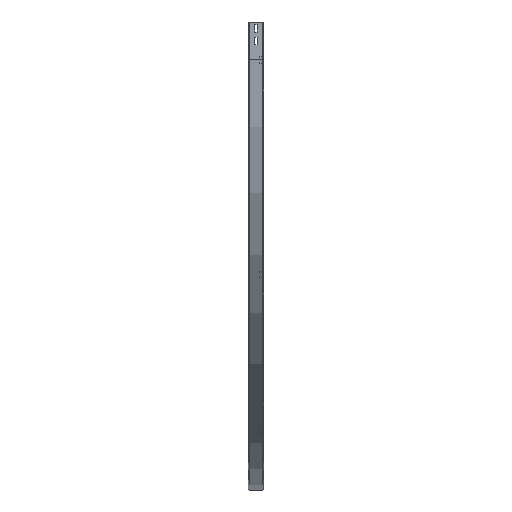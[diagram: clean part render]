
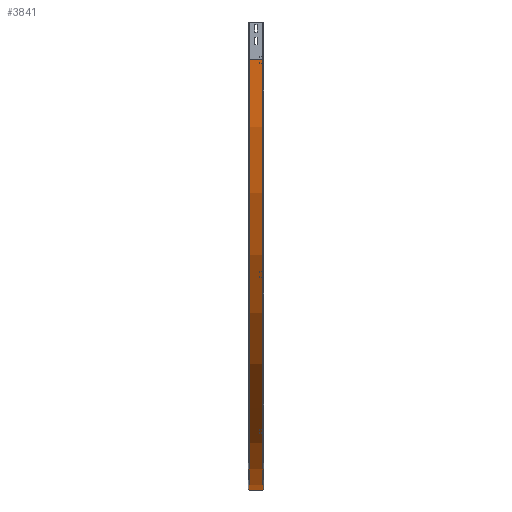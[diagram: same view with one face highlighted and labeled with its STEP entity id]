
A CAD part, left-side view. The second image highlights one B-rep face of the part: STEP entity #3841.
In plain terms, the highlighted cylindrical face has radius 1700 mm (diameter 3400 mm), a partial arc.
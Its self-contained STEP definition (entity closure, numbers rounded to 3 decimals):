
#164=CIRCLE('',#4207,1700.);
#166=CIRCLE('',#4210,1700.);
#219=CYLINDRICAL_SURFACE('',#4209,1700.);
#351=FACE_OUTER_BOUND('',#589,.T.);
#589=EDGE_LOOP('',(#3009,#3010,#3011,#3012));
#910=LINE('',#5935,#1354);
#941=LINE('',#6040,#1385);
#1354=VECTOR('',#4830,10.);
#1385=VECTOR('',#4949,10.);
#1753=VERTEX_POINT('',#5928);
#1755=VERTEX_POINT('',#5934);
#1784=VERTEX_POINT('',#6034);
#1785=VERTEX_POINT('',#6038);
#2166=EDGE_CURVE('',#1753,#1755,#910,.T.);
#2216=EDGE_CURVE('',#1784,#1753,#164,.T.);
#2218=EDGE_CURVE('',#1785,#1755,#166,.T.);
#2219=EDGE_CURVE('',#1785,#1784,#941,.T.);
#3009=ORIENTED_EDGE('',*,*,#2166,.T.);
#3010=ORIENTED_EDGE('',*,*,#2218,.F.);
#3011=ORIENTED_EDGE('',*,*,#2219,.T.);
#3012=ORIENTED_EDGE('',*,*,#2216,.T.);
#3841=ADVANCED_FACE('',(#351),#219,.T.);
#4207=AXIS2_PLACEMENT_3D('',#6035,#4941,#4942);
#4209=AXIS2_PLACEMENT_3D('',#6037,#4945,#4946);
#4210=AXIS2_PLACEMENT_3D('',#6039,#4947,#4948);
#4830=DIRECTION('',(0.,-1.,0.));
#4941=DIRECTION('center_axis',(0.,-1.,0.));
#4942=DIRECTION('ref_axis',(-1.,0.,0.));
#4945=DIRECTION('center_axis',(0.,-1.,0.));
#4946=DIRECTION('ref_axis',(-1.,0.,0.));
#4947=DIRECTION('center_axis',(0.,-1.,0.));
#4948=DIRECTION('ref_axis',(-1.,0.,0.));
#4949=DIRECTION('',(0.,1.,0.));
#5928=CARTESIAN_POINT('',(1669.,56.,-1700.));
#5934=CARTESIAN_POINT('',(1669.,4.,-1700.));
#5935=CARTESIAN_POINT('',(1669.,56.,-1700.));
#6034=CARTESIAN_POINT('',(-31.,56.,0.));
#6035=CARTESIAN_POINT('Origin',(1669.,56.,0.));
#6037=CARTESIAN_POINT('Origin',(1669.,25.911,0.));
#6038=CARTESIAN_POINT('',(-31.,4.,0.));
#6039=CARTESIAN_POINT('Origin',(1669.,4.,0.));
#6040=CARTESIAN_POINT('',(-31.,69.048,0.));
